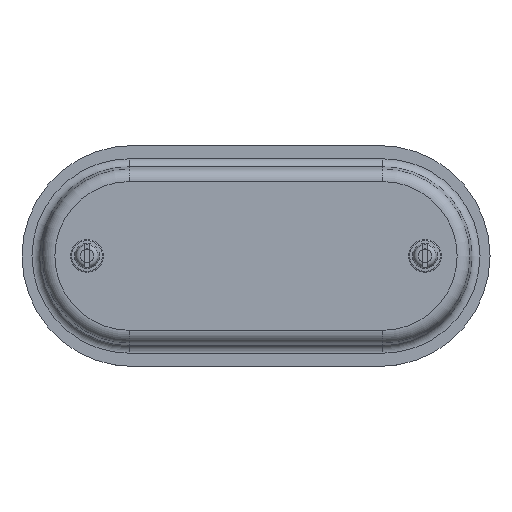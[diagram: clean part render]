
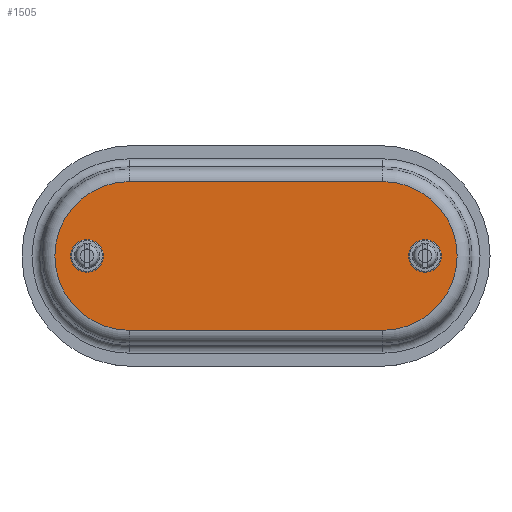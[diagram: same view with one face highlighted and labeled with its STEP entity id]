
A CAD part, top view. The second image highlights one B-rep face of the part: STEP entity #1505.
In plain terms, the highlighted planar face has unit normal (0, 0, 1).
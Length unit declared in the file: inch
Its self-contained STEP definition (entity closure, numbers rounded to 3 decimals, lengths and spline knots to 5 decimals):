
#91=FACE_BOUND('',#268,.T.);
#92=FACE_BOUND('',#269,.T.);
#115=PLANE('',#1715);
#168=FACE_OUTER_BOUND('',#267,.T.);
#267=EDGE_LOOP('',(#1100,#1101,#1102,#1103));
#268=EDGE_LOOP('',(#1104));
#269=EDGE_LOOP('',(#1105));
#388=LINE('',#2476,#488);
#389=LINE('',#2479,#489);
#488=VECTOR('',#1990,4.875);
#489=VECTOR('',#1993,4.875);
#582=CIRCLE('',#1716,1.43022);
#583=CIRCLE('',#1717,1.43022);
#584=CIRCLE('',#1718,0.1719);
#585=CIRCLE('',#1719,0.1719);
#692=VERTEX_POINT('',#2472);
#693=VERTEX_POINT('',#2473);
#694=VERTEX_POINT('',#2475);
#695=VERTEX_POINT('',#2477);
#696=VERTEX_POINT('',#2480);
#697=VERTEX_POINT('',#2482);
#848=EDGE_CURVE('',#692,#693,#582,.T.);
#849=EDGE_CURVE('',#693,#694,#388,.T.);
#850=EDGE_CURVE('',#694,#695,#583,.T.);
#851=EDGE_CURVE('',#695,#692,#389,.T.);
#852=EDGE_CURVE('',#696,#696,#584,.T.);
#853=EDGE_CURVE('',#697,#697,#585,.T.);
#1100=ORIENTED_EDGE('',*,*,#848,.T.);
#1101=ORIENTED_EDGE('',*,*,#849,.T.);
#1102=ORIENTED_EDGE('',*,*,#850,.T.);
#1103=ORIENTED_EDGE('',*,*,#851,.T.);
#1104=ORIENTED_EDGE('',*,*,#852,.T.);
#1105=ORIENTED_EDGE('',*,*,#853,.T.);
#1505=ADVANCED_FACE('',(#168,#91,#92),#115,.T.);
#1715=AXIS2_PLACEMENT_3D('',#2471,#1986,#1987);
#1716=AXIS2_PLACEMENT_3D('',#2474,#1988,#1989);
#1717=AXIS2_PLACEMENT_3D('',#2478,#1991,#1992);
#1718=AXIS2_PLACEMENT_3D('',#2481,#1994,#1995);
#1719=AXIS2_PLACEMENT_3D('',#2483,#1996,#1997);
#1986=DIRECTION('center_axis',(0.,0.,1.));
#1987=DIRECTION('ref_axis',(1.,0.,0.));
#1988=DIRECTION('center_axis',(0.,0.,1.));
#1989=DIRECTION('ref_axis',(1.,0.,0.));
#1990=DIRECTION('',(-1.,0.,0.));
#1991=DIRECTION('center_axis',(0.,0.,1.));
#1992=DIRECTION('ref_axis',(1.,0.,0.));
#1993=DIRECTION('',(1.,0.,0.));
#1994=DIRECTION('center_axis',(0.,0.,-1.));
#1995=DIRECTION('ref_axis',(-1.,0.,0.));
#1996=DIRECTION('center_axis',(0.,0.,-1.));
#1997=DIRECTION('ref_axis',(-1.,0.,0.));
#2471=CARTESIAN_POINT('Origin',(-2.,0.,0.55875));
#2472=CARTESIAN_POINT('',(2.8125,-1.43022,0.55875));
#2473=CARTESIAN_POINT('',(2.8125,1.43022,0.55875));
#2474=CARTESIAN_POINT('Origin',(2.8125,0.,0.55875));
#2475=CARTESIAN_POINT('',(-2.0625,1.43022,0.55875));
#2476=CARTESIAN_POINT('',(2.8125,1.43022,0.55875));
#2477=CARTESIAN_POINT('',(-2.0625,-1.43022,0.55875));
#2478=CARTESIAN_POINT('Origin',(-2.0625,0.,0.55875));
#2479=CARTESIAN_POINT('',(-2.0625,-1.43022,0.55875));
#2480=CARTESIAN_POINT('',(-3.0469,0.,0.55875));
#2481=CARTESIAN_POINT('Origin',(-2.875,0.,0.55875));
#2482=CARTESIAN_POINT('',(3.4531,0.,0.55875));
#2483=CARTESIAN_POINT('Origin',(3.625,0.,0.55875));
